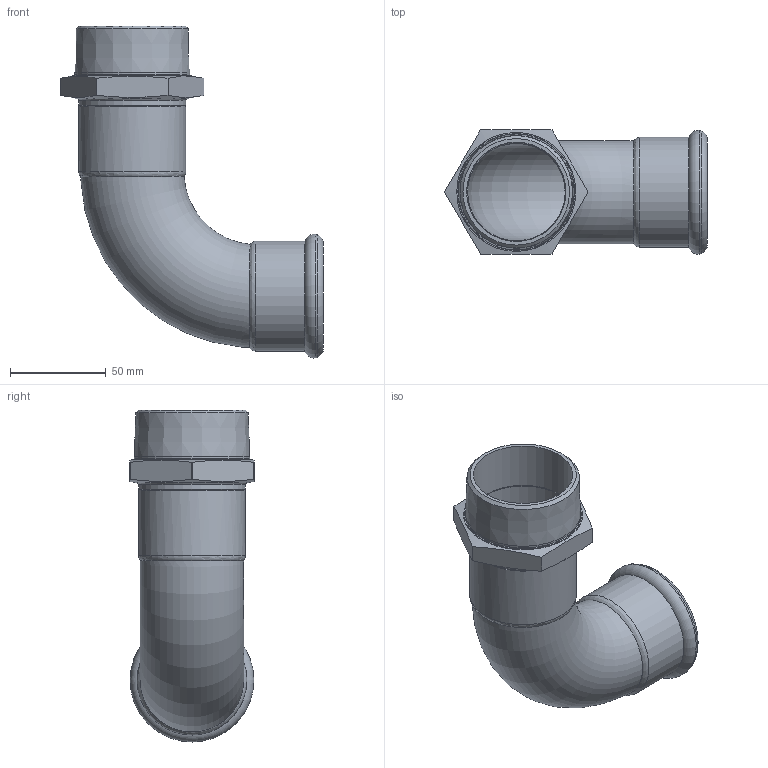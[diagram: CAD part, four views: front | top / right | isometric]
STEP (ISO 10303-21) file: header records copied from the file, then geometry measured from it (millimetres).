
FILE_DESCRIPTION(/* description */ ('Curva 90° Maschio-Femmina 2"x54 Inox'),/* implementation_level */ '2;1');
FILE_NAME(/* name */ '186200054_Inoxpres.stp',/* time_stamp */ '2022-10-11T15:39:27+02:00',/* author */ ('Vault'),/* organization */ ('Raccorderie metalliche s.p.a. '),/* preprocessor_version */ 'ST-DEVELOPER v18.1',/* originating_system */ 'Autodesk Inventor 2020',/* authorisation */ 'Raccorderie metalliche s.p.a. ');
FILE_SCHEMA (('AUTOMOTIVE_DESIGN { 1 0 10303 214 3 1 1 }'));
Length unit declared in the file: millimetre
Products named in the file (1): 186200054_Inoxpres
Bounding box: 137.54 x 65 x 173.78 mm (x, y, z)
Volume: 83114.8 mm3; surface area: 76590.2 mm2
Topology: 1 solids, 1 shells, 49 faces, 144 edges, 100 vertices
Faces by surface type: cylinder 16, torus 13, plane 12, cone 8
Full cylindrical faces by diameter (mm): 52 x1, 53 x2, 54.5 x1, 54.7 x2, 56 x2, 57.5 x1, 60.3 x1
Entity records: 1902 total; most frequent: CARTESIAN_POINT 506, DIRECTION 312, ORIENTED_EDGE 288, EDGE_CURVE 144, AXIS2_PLACEMENT_3D 141, VERTEX_POINT 100, CIRCLE 91, EDGE_LOOP 54
